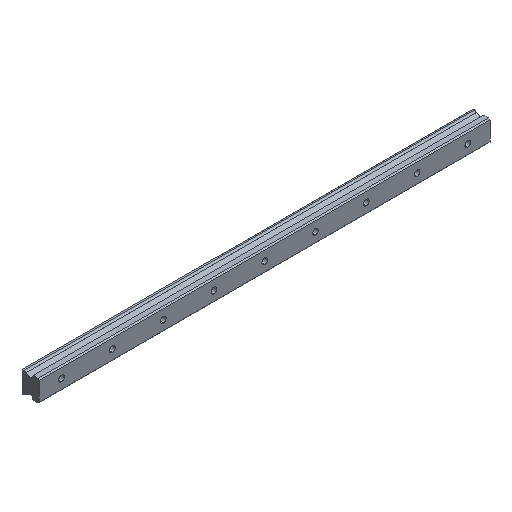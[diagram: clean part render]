
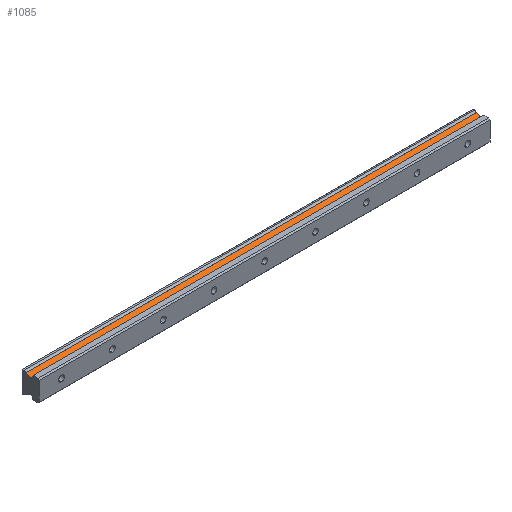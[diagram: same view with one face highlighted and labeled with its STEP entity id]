
A CAD part, isometric view. The second image highlights one B-rep face of the part: STEP entity #1085.
In plain terms, the highlighted planar face has unit normal (0, -0.499, 0.867).
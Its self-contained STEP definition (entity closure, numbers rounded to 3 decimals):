
#13 = ORIENTED_EDGE ( 'NONE', *, *, #708, .T. ) ;
#50 = EDGE_CURVE ( 'NONE', #293, #727, #2261, .T. ) ;
#147 = CARTESIAN_POINT ( 'NONE',  ( 675., 21.02, 15.006 ) ) ;
#293 = VERTEX_POINT ( 'NONE', #1372 ) ;
#302 = CARTESIAN_POINT ( 'NONE',  ( 675., 14.475, 11.24 ) ) ;
#663 = DIRECTION ( 'NONE',  ( 0., -0.867, -0.499 ) ) ;
#683 = VERTEX_POINT ( 'NONE', #826 ) ;
#708 = EDGE_CURVE ( 'NONE', #978, #683, #1954, .T. ) ;
#709 = PLANE ( 'NONE',  #915 ) ;
#717 = CARTESIAN_POINT ( 'NONE',  ( 675., 14.475, 11.24 ) ) ;
#727 = VERTEX_POINT ( 'NONE', #717 ) ;
#736 = FACE_OUTER_BOUND ( 'NONE', #1172, .T. ) ;
#826 = CARTESIAN_POINT ( 'NONE',  ( -35., 14.475, 11.24 ) ) ;
#907 = VECTOR ( 'NONE', #2046, 1000. ) ;
#915 = AXIS2_PLACEMENT_3D ( 'NONE', #2140, #1446, #1410 ) ;
#978 = VERTEX_POINT ( 'NONE', #2095 ) ;
#992 = EDGE_CURVE ( 'NONE', #978, #293, #2050, .T. ) ;
#1048 = DIRECTION ( 'NONE',  ( 0., -0.867, -0.499 ) ) ;
#1085 = ADVANCED_FACE ( 'NONE', ( #736 ), #709, .F. ) ;
#1168 = DIRECTION ( 'NONE',  ( 1., 0., 0. ) ) ;
#1172 = EDGE_LOOP ( 'NONE', ( #2060, #1421, #2142, #13 ) ) ;
#1372 = CARTESIAN_POINT ( 'NONE',  ( 675., 21.02, 15.006 ) ) ;
#1410 = DIRECTION ( 'NONE',  ( 0., 0.867, 0.499 ) ) ;
#1421 = ORIENTED_EDGE ( 'NONE', *, *, #50, .F. ) ;
#1446 = DIRECTION ( 'NONE',  ( 0., 0.499, -0.867 ) ) ;
#1476 = VECTOR ( 'NONE', #1048, 1000. ) ;
#1509 = VECTOR ( 'NONE', #663, 1000. ) ;
#1513 = CARTESIAN_POINT ( 'NONE',  ( 675., 21.02, 15.006 ) ) ;
#1543 = LINE ( 'NONE', #302, #907 ) ;
#1780 = CARTESIAN_POINT ( 'NONE',  ( -35., 21.02, 15.006 ) ) ;
#1855 = EDGE_CURVE ( 'NONE', #727, #683, #1543, .T. ) ;
#1954 = LINE ( 'NONE', #1780, #1476 ) ;
#1972 = VECTOR ( 'NONE', #1168, 1000. ) ;
#2046 = DIRECTION ( 'NONE',  ( -1., 0., 0. ) ) ;
#2050 = LINE ( 'NONE', #1513, #1972 ) ;
#2060 = ORIENTED_EDGE ( 'NONE', *, *, #1855, .F. ) ;
#2095 = CARTESIAN_POINT ( 'NONE',  ( -35., 21.02, 15.006 ) ) ;
#2140 = CARTESIAN_POINT ( 'NONE',  ( 675., 21.02, 15.006 ) ) ;
#2142 = ORIENTED_EDGE ( 'NONE', *, *, #992, .F. ) ;
#2261 = LINE ( 'NONE', #147, #1509 ) ;
